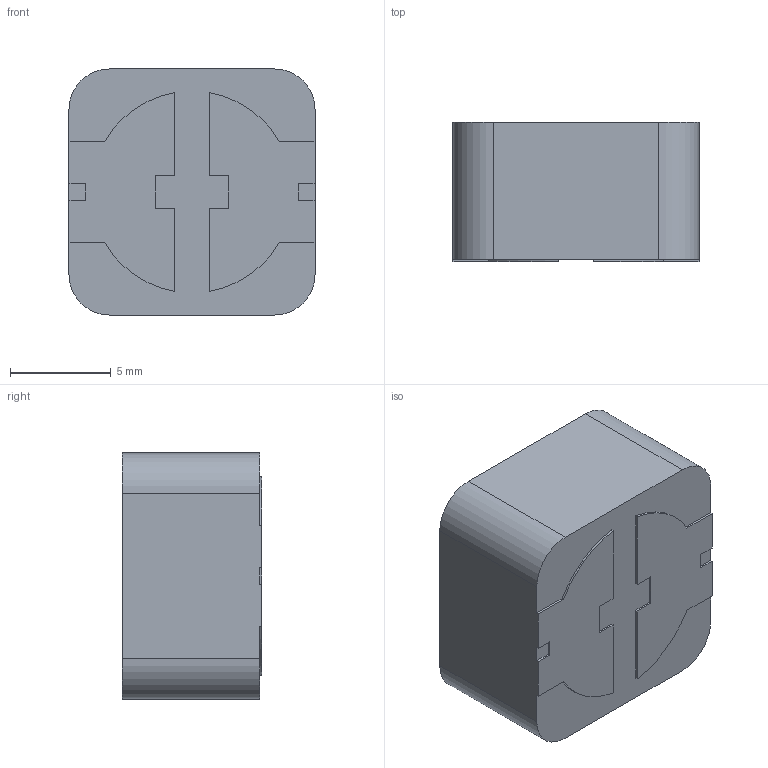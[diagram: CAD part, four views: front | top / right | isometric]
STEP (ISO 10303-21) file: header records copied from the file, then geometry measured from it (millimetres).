
FILE_DESCRIPTION (( 'STEP AP214' ), '1' );
FILE_NAME ('12.2x12.2mm Inductor 471.STEP', '2024-09-26T12:18:25', ( '' ), ( '' ), 'SwSTEP 2.0', 'SolidWorks 2021', '' );
FILE_SCHEMA (( 'AUTOMOTIVE_DESIGN' ));
Length unit declared in the file: millimetre
Products named in the file (1): 12.2x12.2mm Inductor 471
Bounding box: 12.2 x 6.9 x 12.2 mm (x, y, z)
Volume: 995.3 mm3; surface area: 606.6 mm2
Topology: 1 solids, 1 shells, 109 faces, 303 edges, 202 vertices
Faces by surface type: plane 62, bspline 26, cylinder 21
Entity records: 5136 total; most frequent: CARTESIAN_POINT 1241, ORIENTED_EDGE 606, DIRECTION 461, EDGE_CURVE 303, LINE 209, VECTOR 209, VERTEX_POINT 202, AXIS2_PLACEMENT_3D 126
